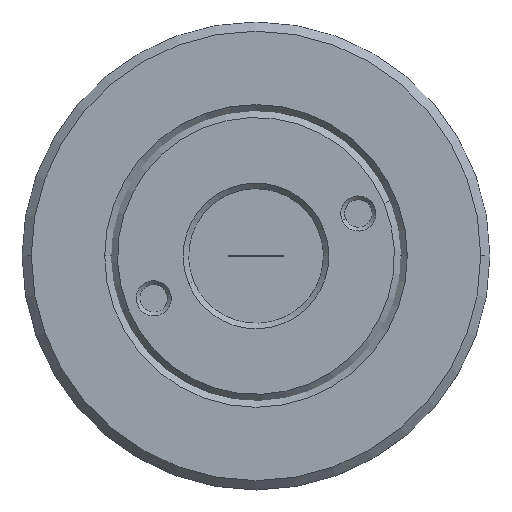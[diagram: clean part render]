
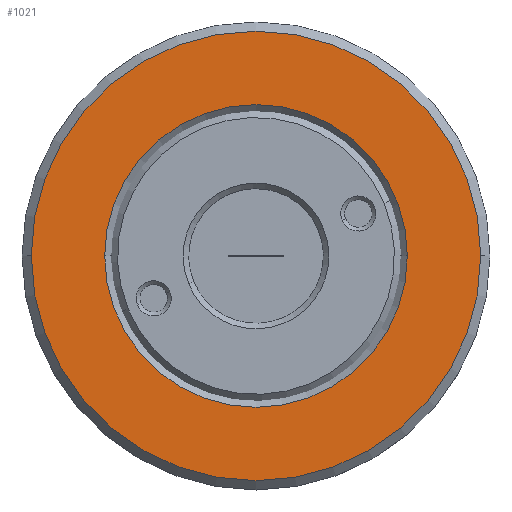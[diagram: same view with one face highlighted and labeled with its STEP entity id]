
A CAD part, top view. The second image highlights one B-rep face of the part: STEP entity #1021.
In plain terms, the highlighted planar face has unit normal (0, 0, 1).
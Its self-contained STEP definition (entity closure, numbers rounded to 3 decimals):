
#404 = FACE_BOUND ( 'NONE', #10124, .T. ) ;
#571 = DIRECTION ( 'NONE',  ( 1., 0., 0. ) ) ;
#632 = DIRECTION ( 'NONE',  ( 1., 0., 0. ) ) ;
#862 = CARTESIAN_POINT ( 'NONE',  ( -61.724, 5.939, 1.466 ) ) ;
#1021 = ADVANCED_FACE ( 'NONE', ( #404, #12156 ), #9897, .T. ) ;
#1030 = ORIENTED_EDGE ( 'NONE', *, *, #14814, .F. ) ;
#2607 = AXIS2_PLACEMENT_3D ( 'NONE', #6152, #10783, #8428 ) ;
#2620 = CARTESIAN_POINT ( 'NONE',  ( -49.549, 5.939, 1.466 ) ) ;
#2811 = ORIENTED_EDGE ( 'NONE', *, *, #11559, .T. ) ;
#2921 = DIRECTION ( 'NONE',  ( 0., 0., -1. ) ) ;
#3187 = DIRECTION ( 'NONE',  ( 0., 0., -1. ) ) ;
#3317 = AXIS2_PLACEMENT_3D ( 'NONE', #6385, #11027, #632 ) ;
#3423 = ORIENTED_EDGE ( 'NONE', *, *, #7228, .F. ) ;
#4235 = AXIS2_PLACEMENT_3D ( 'NONE', #2620, #2921, #571 ) ;
#5243 = DIRECTION ( 'NONE',  ( -1., 0., 0. ) ) ;
#5955 = CARTESIAN_POINT ( 'NONE',  ( -49.549, 5.939, 1.466 ) ) ;
#6152 = CARTESIAN_POINT ( 'NONE',  ( -49.549, 5.939, 1.466 ) ) ;
#6161 = AXIS2_PLACEMENT_3D ( 'NONE', #5955, #9457, #12695 ) ;
#6385 = CARTESIAN_POINT ( 'NONE',  ( -49.549, 5.939, 1.466 ) ) ;
#6995 = VERTEX_POINT ( 'NONE', #862 ) ;
#7085 = EDGE_LOOP ( 'NONE', ( #1030, #3423 ) ) ;
#7228 = EDGE_CURVE ( 'NONE', #14352, #6995, #14239, .T. ) ;
#8428 = DIRECTION ( 'NONE',  ( -1., 0., 0. ) ) ;
#8936 = CARTESIAN_POINT ( 'NONE',  ( -57.749, 5.939, 1.466 ) ) ;
#9457 = DIRECTION ( 'NONE',  ( 0., 0., -1. ) ) ;
#9897 = PLANE ( 'NONE',  #3317 ) ;
#9898 = CIRCLE ( 'NONE', #13507, 12.175 ) ;
#9956 = CARTESIAN_POINT ( 'NONE',  ( -49.549, 5.939, 1.466 ) ) ;
#10124 = EDGE_LOOP ( 'NONE', ( #12836, #2811 ) ) ;
#10783 = DIRECTION ( 'NONE',  ( 0., 0., -1. ) ) ;
#11027 = DIRECTION ( 'NONE',  ( 0., 0., 1. ) ) ;
#11463 = EDGE_CURVE ( 'NONE', #12688, #13784, #14626, .T. ) ;
#11559 = EDGE_CURVE ( 'NONE', #13784, #12688, #13182, .T. ) ;
#12156 = FACE_OUTER_BOUND ( 'NONE', #7085, .T. ) ;
#12688 = VERTEX_POINT ( 'NONE', #14455 ) ;
#12695 = DIRECTION ( 'NONE',  ( 1., 0., 0. ) ) ;
#12836 = ORIENTED_EDGE ( 'NONE', *, *, #11463, .T. ) ;
#13057 = CARTESIAN_POINT ( 'NONE',  ( -37.374, 5.939, 1.466 ) ) ;
#13182 = CIRCLE ( 'NONE', #4235, 8.2 ) ;
#13507 = AXIS2_PLACEMENT_3D ( 'NONE', #9956, #3187, #5243 ) ;
#13784 = VERTEX_POINT ( 'NONE', #8936 ) ;
#14239 = CIRCLE ( 'NONE', #2607, 12.175 ) ;
#14352 = VERTEX_POINT ( 'NONE', #13057 ) ;
#14455 = CARTESIAN_POINT ( 'NONE',  ( -41.349, 5.939, 1.466 ) ) ;
#14626 = CIRCLE ( 'NONE', #6161, 8.2 ) ;
#14814 = EDGE_CURVE ( 'NONE', #6995, #14352, #9898, .T. ) ;
